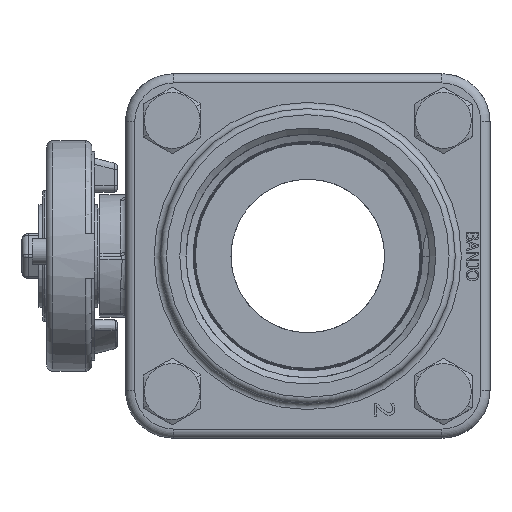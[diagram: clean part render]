
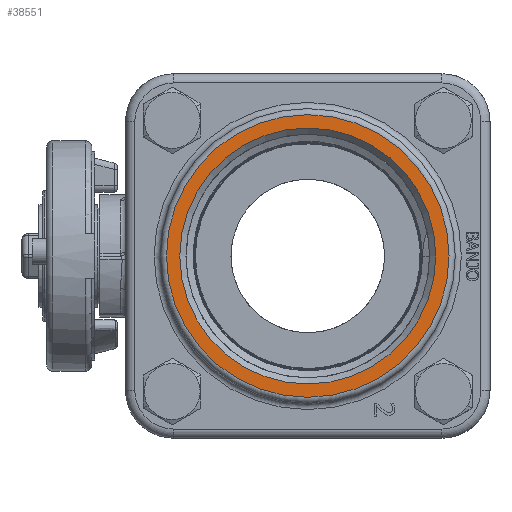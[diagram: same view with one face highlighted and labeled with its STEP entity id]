
A CAD part, left-side view. The second image highlights one B-rep face of the part: STEP entity #38551.
In plain terms, the highlighted planar face has unit normal (-1, 0, 0).
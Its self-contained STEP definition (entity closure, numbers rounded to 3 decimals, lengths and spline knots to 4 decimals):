
#2560=FACE_BOUND('',#6269,.T.);
#3933=FACE_OUTER_BOUND('',#6268,.T.);
#6268=EDGE_LOOP('',(#31160));
#6269=EDGE_LOOP('',(#31161));
#15280=CIRCLE('',#41492,1.38);
#15281=CIRCLE('',#41494,1.25);
#17597=VERTEX_POINT('',#63946);
#17598=VERTEX_POINT('',#63950);
#22376=EDGE_CURVE('',#17597,#17597,#15280,.T.);
#22377=EDGE_CURVE('',#17598,#17598,#15281,.T.);
#31160=ORIENTED_EDGE('',*,*,#22376,.F.);
#31161=ORIENTED_EDGE('',*,*,#22377,.T.);
#36770=PLANE('',#41493);
#38551=ADVANCED_FACE('',(#3933,#2560),#36770,.T.);
#41492=AXIS2_PLACEMENT_3D('',#63948,#47802,#47803);
#41493=AXIS2_PLACEMENT_3D('',#63949,#47804,#47805);
#41494=AXIS2_PLACEMENT_3D('',#63951,#47806,#47807);
#47802=DIRECTION('center_axis',(1.,0.,0.));
#47803=DIRECTION('ref_axis',(0.,-1.,0.));
#47804=DIRECTION('center_axis',(-1.,0.,0.));
#47805=DIRECTION('ref_axis',(0.,0.,1.));
#47806=DIRECTION('center_axis',(1.,0.,0.));
#47807=DIRECTION('ref_axis',(0.,1.,0.));
#63946=CARTESIAN_POINT('',(0.,0.,1.38));
#63948=CARTESIAN_POINT('Origin',(0.,0.,0.));
#63949=CARTESIAN_POINT('Origin',(0.,1.345,0.));
#63950=CARTESIAN_POINT('',(0.,-1.25,0.));
#63951=CARTESIAN_POINT('Origin',(0.,0.,0.));
